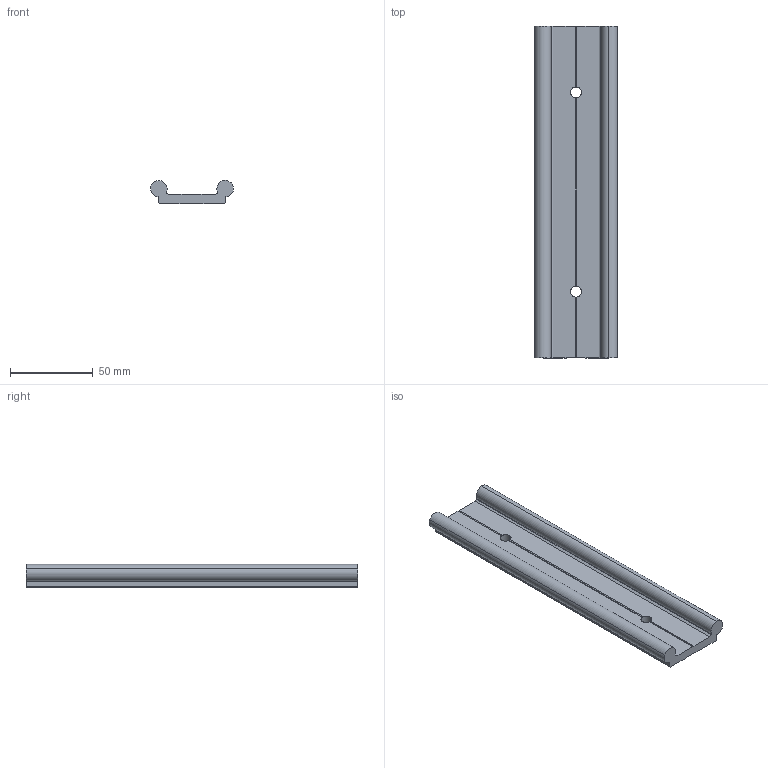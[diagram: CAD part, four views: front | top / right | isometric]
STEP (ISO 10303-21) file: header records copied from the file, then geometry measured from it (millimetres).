
FILE_DESCRIPTION(('STEP AP214'),'1');
FILE_NAME('cctmp_40B28D58-D1F0-4000-9ADE-A273D309B975_2020_08_24_02_07_59_0401..stp','2020-08-24T00:07:59',('igus GmbH'),('CADClick - www.CADClick.com'),'Spatial InterOp 3D',' ','unknown authorization');
FILE_SCHEMA(('AUTOMOTIVE_DESIGN'));
Length unit declared in the file: millimetre
Products named in the file (1): 2020_08_24_02_07_59_0386
Bounding box: 49.99 x 200 x 13.99 mm (x, y, z)
Volume: 73501.5 mm3; surface area: 27131.8 mm2
Topology: 1 solids, 1 shells, 33 faces, 99 edges, 66 vertices
Faces by surface type: plane 21, cylinder 12
Entity records: 1425 total; most frequent: DIRECTION 203, CARTESIAN_POINT 199, ORIENTED_EDGE 198, EDGE_CURVE 99, AXIS2_PLACEMENT_3D 70, VERTEX_POINT 66, LINE 63, VECTOR 63
